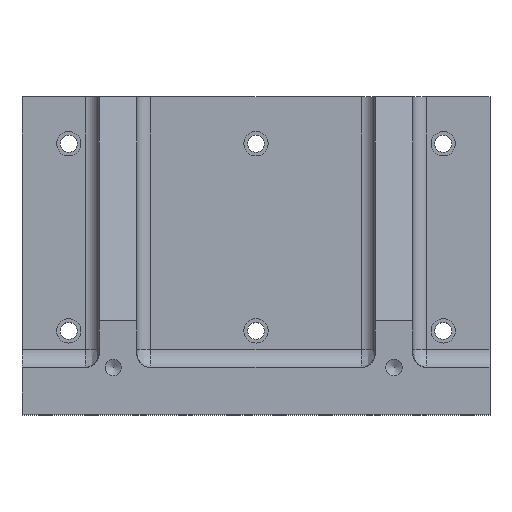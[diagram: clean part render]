
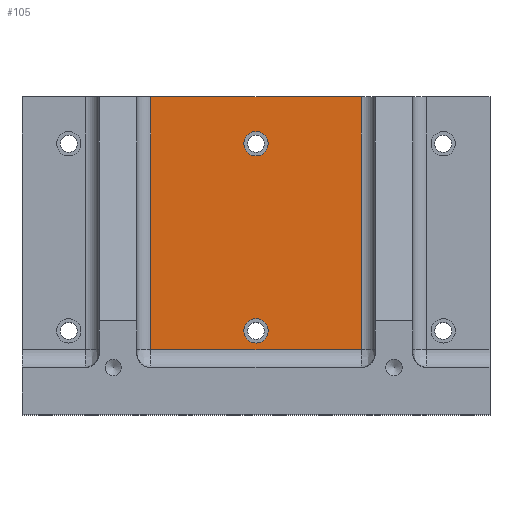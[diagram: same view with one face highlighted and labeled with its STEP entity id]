
A CAD part, top view. The second image highlights one B-rep face of the part: STEP entity #105.
In plain terms, the highlighted planar face has unit normal (0, 0, 1).
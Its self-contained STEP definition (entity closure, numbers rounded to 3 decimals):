
#105 = ADVANCED_FACE( '', ( #378, #379, #380 ), #381, .F. );
#378 = FACE_BOUND( '', #2364, .T. );
#379 = FACE_BOUND( '', #2365, .T. );
#380 = FACE_OUTER_BOUND( '', #2366, .T. );
#381 = PLANE( '', #2367 );
#2364 = EDGE_LOOP( '', ( #3842 ) );
#2365 = EDGE_LOOP( '', ( #3843 ) );
#2366 = EDGE_LOOP( '', ( #3844, #3845, #3846, #3847 ) );
#2367 = AXIS2_PLACEMENT_3D( '', #3848, #3849, #3850 );
#3842 = ORIENTED_EDGE( '', *, *, #5094, .T. );
#3843 = ORIENTED_EDGE( '', *, *, #5095, .T. );
#3844 = ORIENTED_EDGE( '', *, *, #5096, .T. );
#3845 = ORIENTED_EDGE( '', *, *, #4983, .T. );
#3846 = ORIENTED_EDGE( '', *, *, #5097, .T. );
#3847 = ORIENTED_EDGE( '', *, *, #5076, .T. );
#3848 = CARTESIAN_POINT( '', ( 250., 340., 35. ) );
#3849 = DIRECTION( '', ( 0., 0., -1. ) );
#3850 = DIRECTION( '', ( 0., 1., 0. ) );
#4983 = EDGE_CURVE( '', #5364, #5361, #5365, .F. );
#5076 = EDGE_CURVE( '', #5528, #5526, #5529, .F. );
#5094 = EDGE_CURVE( '', #5561, #5561, #5562, .T. );
#5095 = EDGE_CURVE( '', #5563, #5563, #5564, .T. );
#5096 = EDGE_CURVE( '', #5526, #5364, #5565, .F. );
#5097 = EDGE_CURVE( '', #5361, #5528, #5566, .T. );
#5361 = VERTEX_POINT( '', #6048 );
#5364 = VERTEX_POINT( '', #6051 );
#5365 = LINE( '', #6052, #6053 );
#5526 = VERTEX_POINT( '', #6943 );
#5528 = VERTEX_POINT( '', #6945 );
#5529 = LINE( '', #6946, #6947 );
#5561 = VERTEX_POINT( '', #7019 );
#5562 = CIRCLE( '', #7020, 13. );
#5563 = VERTEX_POINT( '', #7021 );
#5564 = CIRCLE( '', #7022, 13. );
#5565 = LINE( '', #7023, #7024 );
#5566 = LINE( '', #7025, #7026 );
#6048 = CARTESIAN_POINT( '', ( 112.5, 340., 35. ) );
#6051 = CARTESIAN_POINT( '', ( 112.5, 70., 35. ) );
#6052 = CARTESIAN_POINT( '', ( 112.5, 340., 35. ) );
#6053 = VECTOR( '', #7739, 1000. );
#6943 = CARTESIAN_POINT( '', ( -112.5, 70., 35. ) );
#6945 = CARTESIAN_POINT( '', ( -112.5, 340., 35. ) );
#6946 = CARTESIAN_POINT( '', ( -112.5, 340., 35. ) );
#6947 = VECTOR( '', #7916, 1000. );
#7019 = CARTESIAN_POINT( '', ( 0., 77., 35. ) );
#7020 = AXIS2_PLACEMENT_3D( '', #7955, #7956, #7957 );
#7021 = CARTESIAN_POINT( '', ( 0., 277., 35. ) );
#7022 = AXIS2_PLACEMENT_3D( '', #7958, #7959, #7960 );
#7023 = CARTESIAN_POINT( '', ( 250., 70., 35. ) );
#7024 = VECTOR( '', #7961, 1000. );
#7025 = CARTESIAN_POINT( '', ( 250., 340., 35. ) );
#7026 = VECTOR( '', #7962, 1000. );
#7739 = DIRECTION( '', ( 0., -1., 0. ) );
#7916 = DIRECTION( '', ( 0., 1., 0. ) );
#7955 = CARTESIAN_POINT( '', ( 0., 90., 35. ) );
#7956 = DIRECTION( '', ( 0., 0., -1. ) );
#7957 = DIRECTION( '', ( 0., -1., 0. ) );
#7958 = CARTESIAN_POINT( '', ( 0., 290., 35. ) );
#7959 = DIRECTION( '', ( 0., 0., -1. ) );
#7960 = DIRECTION( '', ( 0., -1., 0. ) );
#7961 = DIRECTION( '', ( -1., 0., 0. ) );
#7962 = DIRECTION( '', ( -1., 0., 0. ) );
